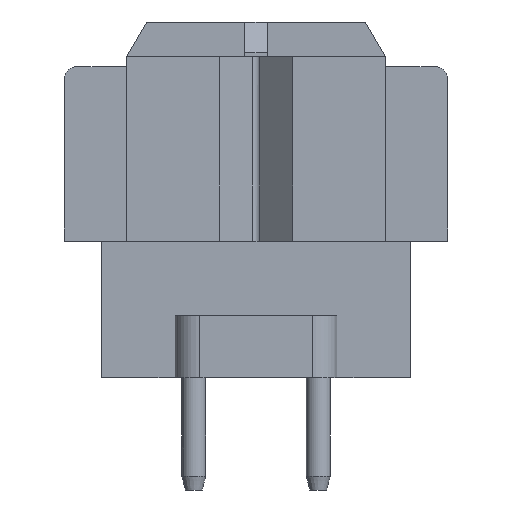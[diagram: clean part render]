
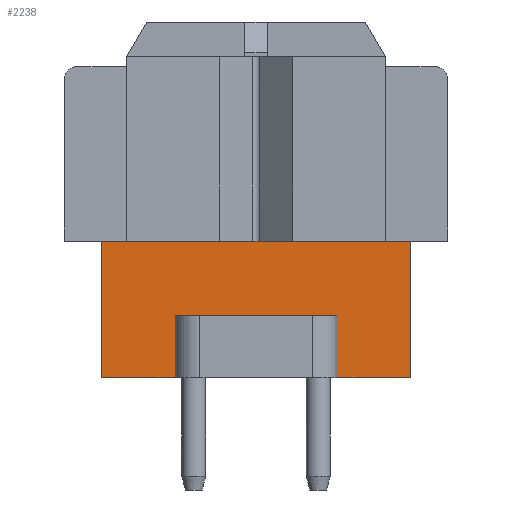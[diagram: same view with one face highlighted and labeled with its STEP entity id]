
A CAD part, left-side view. The second image highlights one B-rep face of the part: STEP entity #2238.
In plain terms, the highlighted planar face has unit normal (-1, 0, 0).
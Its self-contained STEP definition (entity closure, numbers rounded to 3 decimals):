
#2186=AXIS2_PLACEMENT_3D('Plane Axis2P3D',#2183,#2184,#2185) ;
#1364=CARTESIAN_POINT('Vertex',(4.95,13.9,10.)) ;
#1367=CARTESIAN_POINT('Line Origine',(4.95,7.7,10.)) ;
#1371=CARTESIAN_POINT('Vertex',(4.95,1.5,10.)) ;
#2091=CARTESIAN_POINT('Vertex',(4.95,13.9,4.5)) ;
#2094=CARTESIAN_POINT('Line Origine',(4.95,13.9,7.25)) ;
#2183=CARTESIAN_POINT('Axis2P3D Location',(4.95,13.9,1.3)) ;
#2188=CARTESIAN_POINT('Line Origine',(4.95,2.975,4.5)) ;
#2192=CARTESIAN_POINT('Vertex',(4.95,4.45,4.5)) ;
#2194=CARTESIAN_POINT('Vertex',(4.95,1.5,4.5)) ;
#2197=CARTESIAN_POINT('Line Origine',(4.95,1.5,7.25)) ;
#2202=CARTESIAN_POINT('Line Origine',(4.95,12.425,4.5)) ;
#2206=CARTESIAN_POINT('Vertex',(4.95,10.95,4.5)) ;
#2209=CARTESIAN_POINT('Line Origine',(4.95,10.95,5.75)) ;
#2213=CARTESIAN_POINT('Vertex',(4.95,10.95,7.)) ;
#2216=CARTESIAN_POINT('Line Origine',(4.95,7.7,7.)) ;
#2220=CARTESIAN_POINT('Vertex',(4.95,4.45,7.)) ;
#2223=CARTESIAN_POINT('Line Origine',(4.95,4.45,5.75)) ;
#1368=DIRECTION('Vector Direction',(0.,-1.,0.)) ;
#2095=DIRECTION('Vector Direction',(0.,0.,1.)) ;
#2184=DIRECTION('Axis2P3D Direction',(-1.,0.,0.)) ;
#2185=DIRECTION('Axis2P3D XDirection',(0.,-1.,0.)) ;
#2189=DIRECTION('Vector Direction',(0.,-1.,0.)) ;
#2198=DIRECTION('Vector Direction',(0.,0.,1.)) ;
#2203=DIRECTION('Vector Direction',(0.,-1.,0.)) ;
#2210=DIRECTION('Vector Direction',(0.,0.,1.)) ;
#2217=DIRECTION('Vector Direction',(0.,-1.,0.)) ;
#2224=DIRECTION('Vector Direction',(0.,0.,1.)) ;
#1369=VECTOR('Line Direction',#1368,1.) ;
#2096=VECTOR('Line Direction',#2095,1.) ;
#2190=VECTOR('Line Direction',#2189,1.) ;
#2199=VECTOR('Line Direction',#2198,1.) ;
#2204=VECTOR('Line Direction',#2203,1.) ;
#2211=VECTOR('Line Direction',#2210,1.) ;
#2218=VECTOR('Line Direction',#2217,1.) ;
#2225=VECTOR('Line Direction',#2224,1.) ;
#2229=ORIENTED_EDGE('',*,*,#2196,.T.) ;
#2230=ORIENTED_EDGE('',*,*,#2201,.T.) ;
#2231=ORIENTED_EDGE('',*,*,#1373,.F.) ;
#2232=ORIENTED_EDGE('',*,*,#2098,.F.) ;
#2233=ORIENTED_EDGE('',*,*,#2208,.T.) ;
#2234=ORIENTED_EDGE('',*,*,#2215,.T.) ;
#2235=ORIENTED_EDGE('',*,*,#2222,.F.) ;
#2236=ORIENTED_EDGE('',*,*,#2227,.F.) ;
#2238=ADVANCED_FACE('HOUSING',(#2237),#2187,.T.) ;
#1373=EDGE_CURVE('',#1365,#1372,#1370,.T.) ;
#2098=EDGE_CURVE('',#2092,#1365,#2097,.T.) ;
#2196=EDGE_CURVE('',#2193,#2195,#2191,.T.) ;
#2201=EDGE_CURVE('',#2195,#1372,#2200,.T.) ;
#2208=EDGE_CURVE('',#2092,#2207,#2205,.T.) ;
#2215=EDGE_CURVE('',#2207,#2214,#2212,.T.) ;
#2222=EDGE_CURVE('',#2221,#2214,#2219,.F.) ;
#2227=EDGE_CURVE('',#2193,#2221,#2226,.T.) ;
#2228=EDGE_LOOP('',(#2229,#2230,#2231,#2232,#2233,#2234,#2235,#2236)) ;
#2237=FACE_OUTER_BOUND('',#2228,.T.) ;
#1370=LINE('Line',#1367,#1369) ;
#2097=LINE('Line',#2094,#2096) ;
#2191=LINE('Line',#2188,#2190) ;
#2200=LINE('Line',#2197,#2199) ;
#2205=LINE('Line',#2202,#2204) ;
#2212=LINE('Line',#2209,#2211) ;
#2219=LINE('Line',#2216,#2218) ;
#2226=LINE('Line',#2223,#2225) ;
#2187=PLANE('',#2186) ;
#1365=VERTEX_POINT('',#1364) ;
#1372=VERTEX_POINT('',#1371) ;
#2092=VERTEX_POINT('',#2091) ;
#2193=VERTEX_POINT('',#2192) ;
#2195=VERTEX_POINT('',#2194) ;
#2207=VERTEX_POINT('',#2206) ;
#2214=VERTEX_POINT('',#2213) ;
#2221=VERTEX_POINT('',#2220) ;
